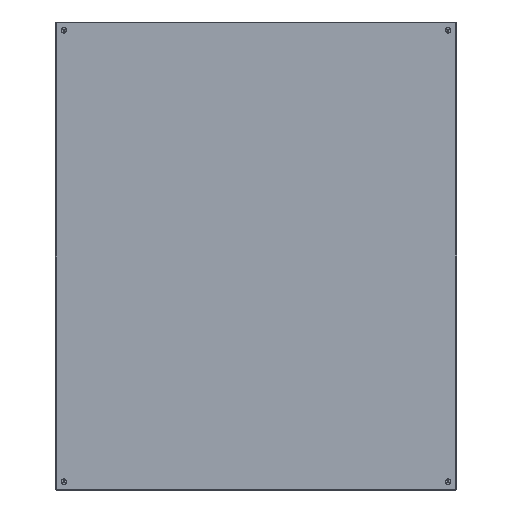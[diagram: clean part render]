
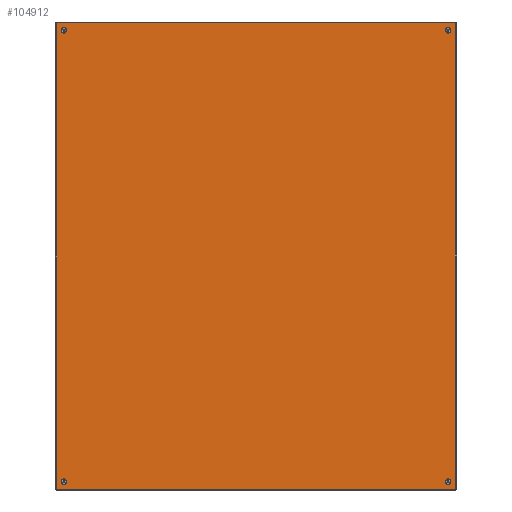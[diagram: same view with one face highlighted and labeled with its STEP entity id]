
A CAD part, left-side view. The second image highlights one B-rep face of the part: STEP entity #104912.
In plain terms, the highlighted face is planar.
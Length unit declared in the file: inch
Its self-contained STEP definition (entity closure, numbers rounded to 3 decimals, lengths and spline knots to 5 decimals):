
#309 = ORIENTED_EDGE ( 'NONE', *, *, #38702, .T. ) ;
#344 = DIRECTION ( 'NONE',  ( 0., -1., 0. ) ) ;
#1222 = CARTESIAN_POINT ( 'NONE',  ( 20.928, 0., -17.928 ) ) ;
#6063 = CARTESIAN_POINT ( 'NONE',  ( 20.25, 0., -17.25 ) ) ;
#6070 = AXIS2_PLACEMENT_3D ( 'NONE', #49784, #90480, #101194 ) ;
#8799 = EDGE_CURVE ( 'NONE', #17491, #88823, #54512, .T. ) ;
#9754 = AXIS2_PLACEMENT_3D ( 'NONE', #57408, #25698, #97243 ) ;
#11019 = CARTESIAN_POINT ( 'NONE',  ( -20.5, 0., 17.25 ) ) ;
#11604 = CIRCLE ( 'NONE', #9754, 0.25 ) ;
#12116 = EDGE_LOOP ( 'NONE', ( #42662, #47438 ) ) ;
#12190 = AXIS2_PLACEMENT_3D ( 'NONE', #21862, #52707, #83532 ) ;
#13783 = FACE_BOUND ( 'NONE', #80198, .T. ) ;
#15573 = ORIENTED_EDGE ( 'NONE', *, *, #44928, .T. ) ;
#17082 = CARTESIAN_POINT ( 'NONE',  ( 20.928, 0., -17.928 ) ) ;
#17491 = VERTEX_POINT ( 'NONE', #46490 ) ;
#18213 = LINE ( 'NONE', #54287, #79056 ) ;
#18735 = VERTEX_POINT ( 'NONE', #115948 ) ;
#18850 = CARTESIAN_POINT ( 'NONE',  ( 20., 0., -17.25 ) ) ;
#19222 = EDGE_CURVE ( 'NONE', #20246, #32498, #48575, .T. ) ;
#20246 = VERTEX_POINT ( 'NONE', #81517 ) ;
#21773 = VERTEX_POINT ( 'NONE', #96194 ) ;
#21862 = CARTESIAN_POINT ( 'NONE',  ( -20.25, 0., -17.25 ) ) ;
#22818 = EDGE_CURVE ( 'NONE', #21773, #34036, #18213, .T. ) ;
#24018 = VERTEX_POINT ( 'NONE', #11019 ) ;
#25210 = VERTEX_POINT ( 'NONE', #18850 ) ;
#25335 = CIRCLE ( 'NONE', #39776, 0.25 ) ;
#25698 = DIRECTION ( 'NONE',  ( 0., -1., 0. ) ) ;
#27400 = CARTESIAN_POINT ( 'NONE',  ( 20.25, 0., 17.25 ) ) ;
#27486 = ORIENTED_EDGE ( 'NONE', *, *, #93179, .T. ) ;
#28723 = DIRECTION ( 'NONE',  ( 0., -1., 0. ) ) ;
#29282 = EDGE_CURVE ( 'NONE', #25210, #64226, #82420, .T. ) ;
#29694 = CARTESIAN_POINT ( 'NONE',  ( 20., 0., 17.25 ) ) ;
#31405 = FACE_BOUND ( 'NONE', #64107, .T. ) ;
#31466 = EDGE_LOOP ( 'NONE', ( #71327, #309, #76225, #27486 ) ) ;
#32062 = AXIS2_PLACEMENT_3D ( 'NONE', #63123, #344, #72527 ) ;
#32498 = VERTEX_POINT ( 'NONE', #63979 ) ;
#34036 = VERTEX_POINT ( 'NONE', #116261 ) ;
#35553 = DIRECTION ( 'NONE',  ( -1., 0., 0. ) ) ;
#37116 = DIRECTION ( 'NONE',  ( 1., 0., 0. ) ) ;
#37211 = VERTEX_POINT ( 'NONE', #83811 ) ;
#38702 = EDGE_CURVE ( 'NONE', #21773, #88823, #113103, .T. ) ;
#39776 = AXIS2_PLACEMENT_3D ( 'NONE', #27400, #28723, #109668 ) ;
#40821 = DIRECTION ( 'NONE',  ( 1., 0., 0. ) ) ;
#42662 = ORIENTED_EDGE ( 'NONE', *, *, #54871, .T. ) ;
#42869 = LINE ( 'NONE', #17082, #94063 ) ;
#43582 = VERTEX_POINT ( 'NONE', #29694 ) ;
#43986 = AXIS2_PLACEMENT_3D ( 'NONE', #49845, #99477, #79769 ) ;
#44117 = CIRCLE ( 'NONE', #6070, 0.25 ) ;
#44452 = DIRECTION ( 'NONE',  ( 1., 0., 0. ) ) ;
#44872 = CARTESIAN_POINT ( 'NONE',  ( -20.928, 0., 17.928 ) ) ;
#44928 = EDGE_CURVE ( 'NONE', #18735, #43582, #129136, .T. ) ;
#46490 = CARTESIAN_POINT ( 'NONE',  ( 20.928, 0., 17.892 ) ) ;
#47438 = ORIENTED_EDGE ( 'NONE', *, *, #19222, .T. ) ;
#48575 = CIRCLE ( 'NONE', #12190, 0.25 ) ;
#48681 = DIRECTION ( 'NONE',  ( 0., -1., 0. ) ) ;
#49784 = CARTESIAN_POINT ( 'NONE',  ( -20.25, 0., -17.25 ) ) ;
#49845 = CARTESIAN_POINT ( 'NONE',  ( 20.25, 0., 17.25 ) ) ;
#51090 = DIRECTION ( 'NONE',  ( 1., 0., 0. ) ) ;
#52394 = DIRECTION ( 'NONE',  ( 0., -1., 0. ) ) ;
#52707 = DIRECTION ( 'NONE',  ( 0., -1., 0. ) ) ;
#54287 = CARTESIAN_POINT ( 'NONE',  ( 20.928, 0., -17.892 ) ) ;
#54512 = LINE ( 'NONE', #95886, #68918 ) ;
#54871 = EDGE_CURVE ( 'NONE', #32498, #20246, #44117, .T. ) ;
#55623 = DIRECTION ( 'NONE',  ( 0., 0., 1. ) ) ;
#57408 = CARTESIAN_POINT ( 'NONE',  ( -20.25, 0., 17.25 ) ) ;
#58237 = EDGE_CURVE ( 'NONE', #64226, #25210, #109023, .T. ) ;
#58257 = EDGE_CURVE ( 'NONE', #24018, #37211, #104163, .T. ) ;
#58792 = ORIENTED_EDGE ( 'NONE', *, *, #58257, .T. ) ;
#61144 = ORIENTED_EDGE ( 'NONE', *, *, #58237, .T. ) ;
#63123 = CARTESIAN_POINT ( 'NONE',  ( 20.25, 0., -17.25 ) ) ;
#63979 = CARTESIAN_POINT ( 'NONE',  ( -20., 0., -17.25 ) ) ;
#64107 = EDGE_LOOP ( 'NONE', ( #61144, #84261 ) ) ;
#64226 = VERTEX_POINT ( 'NONE', #115815 ) ;
#67858 = EDGE_LOOP ( 'NONE', ( #15573, #68794 ) ) ;
#68794 = ORIENTED_EDGE ( 'NONE', *, *, #102895, .T. ) ;
#68918 = VECTOR ( 'NONE', #35553, 39.37008 ) ;
#71242 = CARTESIAN_POINT ( 'NONE',  ( -20.25, 0., 17.25 ) ) ;
#71327 = ORIENTED_EDGE ( 'NONE', *, *, #22818, .F. ) ;
#71482 = FACE_BOUND ( 'NONE', #12116, .T. ) ;
#72527 = DIRECTION ( 'NONE',  ( 1., 0., 0. ) ) ;
#75189 = AXIS2_PLACEMENT_3D ( 'NONE', #1222, #102060, #40821 ) ;
#76225 = ORIENTED_EDGE ( 'NONE', *, *, #8799, .F. ) ;
#76276 = VECTOR ( 'NONE', #55623, 39.37008 ) ;
#79056 = VECTOR ( 'NONE', #44452, 39.37008 ) ;
#79769 = DIRECTION ( 'NONE',  ( 1., 0., 0. ) ) ;
#80198 = EDGE_LOOP ( 'NONE', ( #130585, #58792 ) ) ;
#81471 = PLANE ( 'NONE',  #75189 ) ;
#81517 = CARTESIAN_POINT ( 'NONE',  ( -20.5, 0., -17.25 ) ) ;
#81552 = EDGE_CURVE ( 'NONE', #37211, #24018, #11604, .T. ) ;
#82420 = CIRCLE ( 'NONE', #112839, 0.25 ) ;
#83532 = DIRECTION ( 'NONE',  ( 1., 0., 0. ) ) ;
#83811 = CARTESIAN_POINT ( 'NONE',  ( -20., 0., 17.25 ) ) ;
#84261 = ORIENTED_EDGE ( 'NONE', *, *, #29282, .T. ) ;
#85113 = AXIS2_PLACEMENT_3D ( 'NONE', #71242, #52394, #51090 ) ;
#88823 = VERTEX_POINT ( 'NONE', #109430 ) ;
#90480 = DIRECTION ( 'NONE',  ( 0., -1., 0. ) ) ;
#93179 = EDGE_CURVE ( 'NONE', #17491, #34036, #42869, .T. ) ;
#94063 = VECTOR ( 'NONE', #119602, 39.37008 ) ;
#95886 = CARTESIAN_POINT ( 'NONE',  ( -20.928, 0., 17.892 ) ) ;
#96194 = CARTESIAN_POINT ( 'NONE',  ( -20.928, 0., -17.892 ) ) ;
#97243 = DIRECTION ( 'NONE',  ( 1., 0., 0. ) ) ;
#99477 = DIRECTION ( 'NONE',  ( 0., -1., 0. ) ) ;
#101194 = DIRECTION ( 'NONE',  ( 1., 0., 0. ) ) ;
#101852 = FACE_BOUND ( 'NONE', #67858, .T. ) ;
#102060 = DIRECTION ( 'NONE',  ( 0., -1., 0. ) ) ;
#102895 = EDGE_CURVE ( 'NONE', #43582, #18735, #25335, .T. ) ;
#104163 = CIRCLE ( 'NONE', #85113, 0.25 ) ;
#104912 = ADVANCED_FACE ( 'NONE', ( #132454, #101852, #13783, #31405, #71482 ), #81471, .F. ) ;
#109023 = CIRCLE ( 'NONE', #32062, 0.25 ) ;
#109430 = CARTESIAN_POINT ( 'NONE',  ( -20.928, 0., 17.892 ) ) ;
#109668 = DIRECTION ( 'NONE',  ( 1., 0., 0. ) ) ;
#112839 = AXIS2_PLACEMENT_3D ( 'NONE', #6063, #48681, #37116 ) ;
#113103 = LINE ( 'NONE', #44872, #76276 ) ;
#115815 = CARTESIAN_POINT ( 'NONE',  ( 20.5, 0., -17.25 ) ) ;
#115948 = CARTESIAN_POINT ( 'NONE',  ( 20.5, 0., 17.25 ) ) ;
#116261 = CARTESIAN_POINT ( 'NONE',  ( 20.928, 0., -17.892 ) ) ;
#119602 = DIRECTION ( 'NONE',  ( 0., 0., -1. ) ) ;
#129136 = CIRCLE ( 'NONE', #43986, 0.25 ) ;
#130585 = ORIENTED_EDGE ( 'NONE', *, *, #81552, .T. ) ;
#132454 = FACE_OUTER_BOUND ( 'NONE', #31466, .T. ) ;
